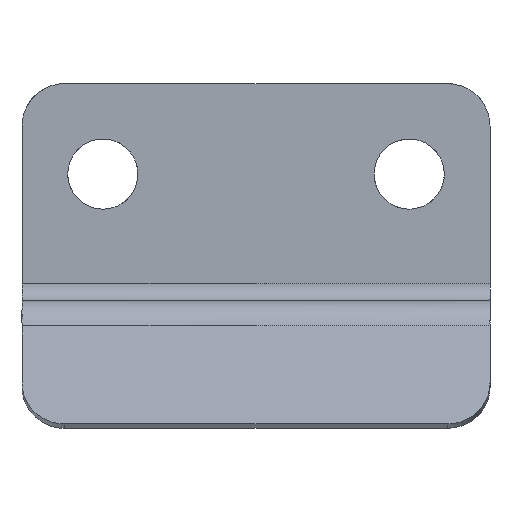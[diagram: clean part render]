
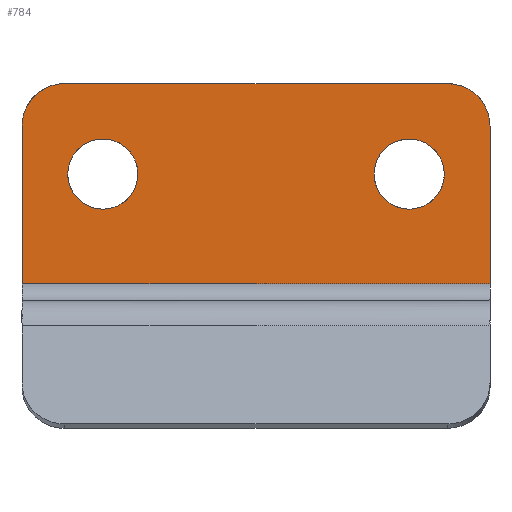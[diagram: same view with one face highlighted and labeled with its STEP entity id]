
A CAD part, front view. The second image highlights one B-rep face of the part: STEP entity #784.
In plain terms, the highlighted free-form (B-spline) face has degree [1, 1] with [2, 2] control points.
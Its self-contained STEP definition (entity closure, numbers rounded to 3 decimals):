
#24 = VERTEX_POINT('',#25);
#25 = CARTESIAN_POINT('',(-7.134,9.956,5.442)
  );
#30 = EDGE_CURVE('',#24,#24,#31,.T.);
#31 = ( BOUNDED_CURVE() B_SPLINE_CURVE(2,(#32,#33,#34,#35,#36,#37,#38),
.UNSPECIFIED.,.T.,.F.) B_SPLINE_CURVE_WITH_KNOTS((3,2,2,3),(
    3.142,5.236,7.33,9.425),
.PIECEWISE_BEZIER_KNOTS.) CURVE() GEOMETRIC_REPRESENTATION_ITEM() 
RATIONAL_B_SPLINE_CURVE((1.,0.5,1.,0.5,1.,0.5,1.)) REPRESENTATION_ITEM(
  '') );
#32 = CARTESIAN_POINT('',(-7.134,9.956,5.442)
  );
#33 = CARTESIAN_POINT('',(-7.134,9.956,7.745)
  );
#34 = CARTESIAN_POINT('',(-5.139,9.956,6.593)
  );
#35 = CARTESIAN_POINT('',(-3.144,9.956,5.442));
#36 = CARTESIAN_POINT('',(-5.139,9.956,4.29)
  );
#37 = CARTESIAN_POINT('',(-7.134,9.956,3.138)
  );
#38 = CARTESIAN_POINT('',(-7.134,9.956,5.442)
  );
#76 = VERTEX_POINT('',#77);
#77 = CARTESIAN_POINT('',(4.474,9.956,5.442));
#82 = EDGE_CURVE('',#76,#76,#83,.T.);
#83 = ( BOUNDED_CURVE() B_SPLINE_CURVE(2,(#84,#85,#86,#87,#88,#89,#90),
.UNSPECIFIED.,.T.,.F.) B_SPLINE_CURVE_WITH_KNOTS((3,2,2,3),(
    3.142,5.236,7.33,9.425),
.PIECEWISE_BEZIER_KNOTS.) CURVE() GEOMETRIC_REPRESENTATION_ITEM() 
RATIONAL_B_SPLINE_CURVE((1.,0.5,1.,0.5,1.,0.5,1.)) REPRESENTATION_ITEM(
  '') );
#84 = CARTESIAN_POINT('',(4.474,9.956,5.442));
#85 = CARTESIAN_POINT('',(4.474,9.956,7.745)
  );
#86 = CARTESIAN_POINT('',(6.469,9.956,6.593)
  );
#87 = CARTESIAN_POINT('',(8.465,9.956,5.442));
#88 = CARTESIAN_POINT('',(6.469,9.956,4.29)
  );
#89 = CARTESIAN_POINT('',(4.474,9.956,3.138)
  );
#90 = CARTESIAN_POINT('',(4.474,9.956,5.442));
#731 = VERTEX_POINT('',#732);
#732 = CARTESIAN_POINT('',(7.255,9.956,8.868)
  );
#737 = EDGE_CURVE('',#731,#738,#740,.T.);
#738 = VERTEX_POINT('',#739);
#739 = CARTESIAN_POINT('',(8.868,9.956,7.255)
  );
#740 = ( BOUNDED_CURVE() B_SPLINE_CURVE(2,(#741,#742,#743),
.UNSPECIFIED.,.F.,.F.) B_SPLINE_CURVE_WITH_KNOTS((3,3),(5.498,
7.069),.PIECEWISE_BEZIER_KNOTS.) CURVE() 
GEOMETRIC_REPRESENTATION_ITEM() RATIONAL_B_SPLINE_CURVE((1.,
0.707,1.)) REPRESENTATION_ITEM('') );
#741 = CARTESIAN_POINT('',(7.255,9.956,8.868)
  );
#742 = CARTESIAN_POINT('',(8.868,9.956,8.868)
  );
#743 = CARTESIAN_POINT('',(8.868,9.956,7.255)
  );
#761 = EDGE_CURVE('',#762,#738,#764,.T.);
#762 = VERTEX_POINT('',#763);
#763 = CARTESIAN_POINT('',(8.868,9.956,1.29)
  );
#764 = B_SPLINE_CURVE_WITH_KNOTS('',1,(#765,#766),.UNSPECIFIED.,.F.,.F.,
  (2,2),(1.81,9.21),.PIECEWISE_BEZIER_KNOTS.);
#765 = CARTESIAN_POINT('',(8.868,9.956,1.29)
  );
#766 = CARTESIAN_POINT('',(8.868,9.956,7.255)
  );
#784 = ADVANCED_FACE('',(#785,#816,#819),#822,.T.);
#785 = FACE_BOUND('',#786,.T.);
#786 = EDGE_LOOP('',(#787,#788,#795,#803,#810,#815));
#787 = ORIENTED_EDGE('',*,*,#737,.F.);
#788 = ORIENTED_EDGE('',*,*,#789,.T.);
#789 = EDGE_CURVE('',#731,#790,#792,.T.);
#790 = VERTEX_POINT('',#791);
#791 = CARTESIAN_POINT('',(-7.255,9.956,8.868
    ));
#792 = B_SPLINE_CURVE_WITH_KNOTS('',1,(#793,#794),.UNSPECIFIED.,.F.,.F.,
  (2,2),(2.,20.),.PIECEWISE_BEZIER_KNOTS.);
#793 = CARTESIAN_POINT('',(7.255,9.956,8.868)
  );
#794 = CARTESIAN_POINT('',(-7.255,9.956,8.868
    ));
#795 = ORIENTED_EDGE('',*,*,#796,.F.);
#796 = EDGE_CURVE('',#797,#790,#799,.T.);
#797 = VERTEX_POINT('',#798);
#798 = CARTESIAN_POINT('',(-8.868,9.956,7.255
    ));
#799 = ( BOUNDED_CURVE() B_SPLINE_CURVE(2,(#800,#801,#802),
.UNSPECIFIED.,.F.,.F.) B_SPLINE_CURVE_WITH_KNOTS((3,3),(5.498,
7.069),.PIECEWISE_BEZIER_KNOTS.) CURVE() 
GEOMETRIC_REPRESENTATION_ITEM() RATIONAL_B_SPLINE_CURVE((1.,
0.707,1.)) REPRESENTATION_ITEM('') );
#800 = CARTESIAN_POINT('',(-8.868,9.956,7.255
    ));
#801 = CARTESIAN_POINT('',(-8.868,9.956,8.868
    ));
#802 = CARTESIAN_POINT('',(-7.255,9.956,8.868
    ));
#803 = ORIENTED_EDGE('',*,*,#804,.F.);
#804 = EDGE_CURVE('',#805,#797,#807,.T.);
#805 = VERTEX_POINT('',#806);
#806 = CARTESIAN_POINT('',(-8.868,9.956,1.29
    ));
#807 = B_SPLINE_CURVE_WITH_KNOTS('',1,(#808,#809),.UNSPECIFIED.,.F.,.F.,
  (2,2),(1.81,9.21),.PIECEWISE_BEZIER_KNOTS.);
#808 = CARTESIAN_POINT('',(-8.868,9.956,1.29
    ));
#809 = CARTESIAN_POINT('',(-8.868,9.956,7.255
    ));
#810 = ORIENTED_EDGE('',*,*,#811,.T.);
#811 = EDGE_CURVE('',#805,#762,#812,.T.);
#812 = B_SPLINE_CURVE_WITH_KNOTS('',1,(#813,#814),.UNSPECIFIED.,.F.,.F.,
  (2,2),(-11.,11.),.PIECEWISE_BEZIER_KNOTS.);
#813 = CARTESIAN_POINT('',(-8.868,9.956,1.29
    ));
#814 = CARTESIAN_POINT('',(8.868,9.956,1.29)
  );
#815 = ORIENTED_EDGE('',*,*,#761,.T.);
#816 = FACE_BOUND('',#817,.T.);
#817 = EDGE_LOOP('',(#818));
#818 = ORIENTED_EDGE('',*,*,#30,.T.);
#819 = FACE_BOUND('',#820,.T.);
#820 = EDGE_LOOP('',(#821));
#821 = ORIENTED_EDGE('',*,*,#82,.T.);
#822 = B_SPLINE_SURFACE_WITH_KNOTS('',1,1,(
    (#823,#824)
    ,(#825,#826
    )),.UNSPECIFIED.,.F.,.F.,.F.,(2,2),(2,2),(-11.,11.),(-3.795
    ,5.605),.PIECEWISE_BEZIER_KNOTS.);
#823 = CARTESIAN_POINT('',(-8.868,9.956,1.29
    ));
#824 = CARTESIAN_POINT('',(-8.868,9.956,8.868
    ));
#825 = CARTESIAN_POINT('',(8.868,9.956,1.29)
  );
#826 = CARTESIAN_POINT('',(8.868,9.956,8.868)
  );
